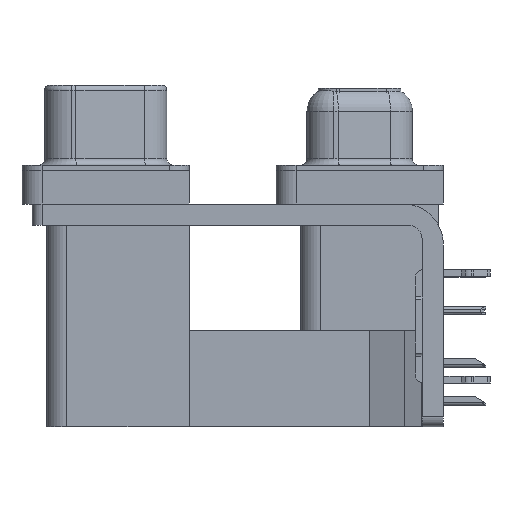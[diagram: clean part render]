
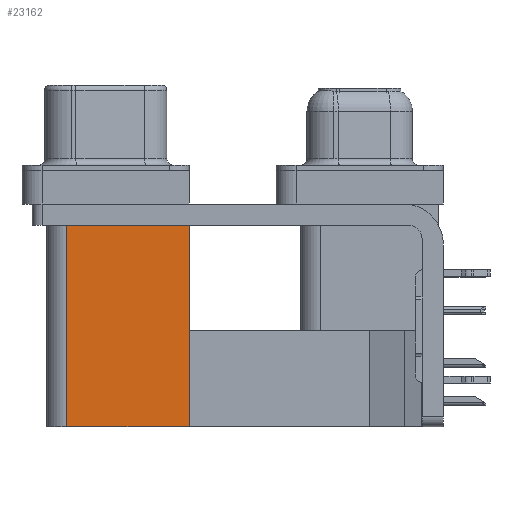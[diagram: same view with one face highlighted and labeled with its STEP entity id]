
A CAD part, left-side view. The second image highlights one B-rep face of the part: STEP entity #23162.
In plain terms, the highlighted planar face has unit normal (-1, 0, 0).
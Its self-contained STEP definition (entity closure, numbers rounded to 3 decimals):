
#1169 = VECTOR ( 'NONE', #16503, 1000. ) ;
#1386 = LINE ( 'NONE', #22736, #1169 ) ;
#2662 = VERTEX_POINT ( 'NONE', #25908 ) ;
#4035 = LINE ( 'NONE', #29031, #26783 ) ;
#4862 = DIRECTION ( 'NONE',  ( 0., 0., 1. ) ) ;
#5020 = CARTESIAN_POINT ( 'NONE',  ( 3.79, 21.975, -19.2 ) ) ;
#6214 = EDGE_CURVE ( 'NONE', #21155, #11900, #26010, .T. ) ;
#6951 = PLANE ( 'NONE',  #27324 ) ;
#7827 = LINE ( 'NONE', #5020, #22113 ) ;
#8562 = CARTESIAN_POINT ( 'NONE',  ( 3.79, 12.775, -2.5 ) ) ;
#10089 = DIRECTION ( 'NONE',  ( 0., 1., 0. ) ) ;
#10949 = DIRECTION ( 'NONE',  ( 0., 0., -1. ) ) ;
#11900 = VERTEX_POINT ( 'NONE', #8562 ) ;
#16503 = DIRECTION ( 'NONE',  ( 0., 1., 0. ) ) ;
#16961 = CARTESIAN_POINT ( 'NONE',  ( 3.79, 12.775, -19.2 ) ) ;
#17127 = CARTESIAN_POINT ( 'NONE',  ( 3.79, 12.775, -19.2 ) ) ;
#18227 = EDGE_LOOP ( 'NONE', ( #27793, #33182, #37851, #19014 ) ) ;
#19014 = ORIENTED_EDGE ( 'NONE', *, *, #6214, .T. ) ;
#21155 = VERTEX_POINT ( 'NONE', #38848 ) ;
#21442 = CARTESIAN_POINT ( 'NONE',  ( 3.79, 21.975, -2.5 ) ) ;
#22113 = VECTOR ( 'NONE', #32233, 1000. ) ;
#22348 = EDGE_CURVE ( 'NONE', #2662, #33609, #7827, .T. ) ;
#22736 = CARTESIAN_POINT ( 'NONE',  ( 3.79, 12.775, -2.5 ) ) ;
#23162 = ADVANCED_FACE ( 'NONE', ( #35357 ), #6951, .F. ) ;
#24673 = EDGE_CURVE ( 'NONE', #21155, #2662, #4035, .T. ) ;
#25908 = CARTESIAN_POINT ( 'NONE',  ( 3.79, 21.975, -19.2 ) ) ;
#26010 = LINE ( 'NONE', #17127, #27470 ) ;
#26783 = VECTOR ( 'NONE', #10089, 1000. ) ;
#27324 = AXIS2_PLACEMENT_3D ( 'NONE', #16961, #37789, #10949 ) ;
#27470 = VECTOR ( 'NONE', #4862, 1000. ) ;
#27483 = EDGE_CURVE ( 'NONE', #11900, #33609, #1386, .T. ) ;
#27793 = ORIENTED_EDGE ( 'NONE', *, *, #27483, .T. ) ;
#29031 = CARTESIAN_POINT ( 'NONE',  ( 3.79, 12.775, -19.2 ) ) ;
#32233 = DIRECTION ( 'NONE',  ( 0., 0., 1. ) ) ;
#33182 = ORIENTED_EDGE ( 'NONE', *, *, #22348, .F. ) ;
#33609 = VERTEX_POINT ( 'NONE', #21442 ) ;
#35357 = FACE_OUTER_BOUND ( 'NONE', #18227, .T. ) ;
#37789 = DIRECTION ( 'NONE',  ( 1., 0., 0. ) ) ;
#37851 = ORIENTED_EDGE ( 'NONE', *, *, #24673, .F. ) ;
#38848 = CARTESIAN_POINT ( 'NONE',  ( 3.79, 12.775, -19.2 ) ) ;
